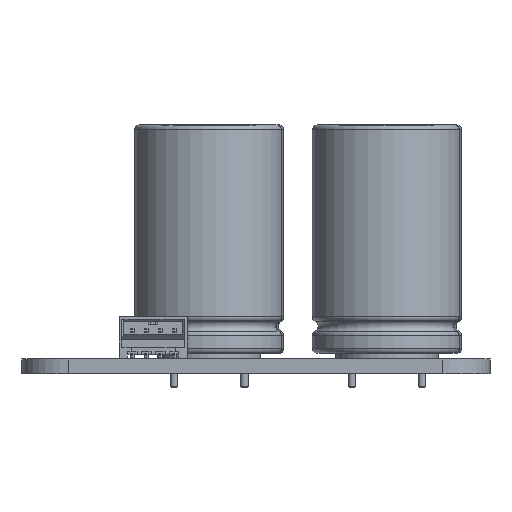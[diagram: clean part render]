
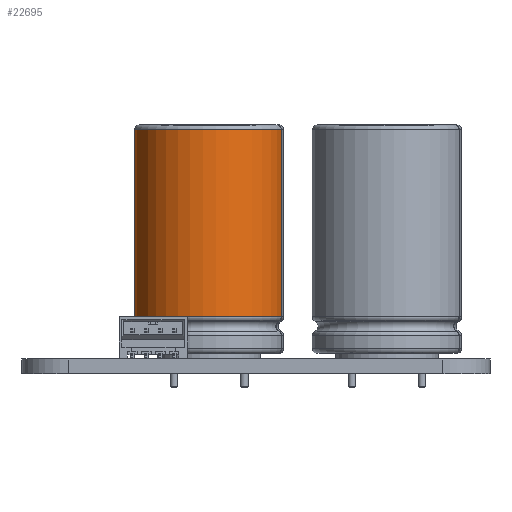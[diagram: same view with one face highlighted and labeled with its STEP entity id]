
A CAD part, left-side view. The second image highlights one B-rep face of the part: STEP entity #22695.
In plain terms, the highlighted cylindrical face has radius 8 mm (diameter 16 mm), a partial arc.
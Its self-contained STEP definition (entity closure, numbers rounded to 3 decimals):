
#22665 = EDGE_CURVE('',#22666,#22668,#22670,.T.);
#22666 = VERTEX_POINT('',#22667);
#22667 = CARTESIAN_POINT('',(19.851,22.273,24.5));
#22668 = VERTEX_POINT('',#22669);
#22669 = CARTESIAN_POINT('',(15.709,22.273,24.5));
#22670 = CIRCLE('',#22671,8.);
#22671 = AXIS2_PLACEMENT_3D('',#22672,#22673,#22674);
#22672 = CARTESIAN_POINT('',(17.78,30.,24.5));
#22673 = DIRECTION('',(0.,0.,1.));
#22674 = DIRECTION('',(0.259,-0.966,0.));
#22695 = ADVANCED_FACE('',(#22696),#22722,.T.);
#22696 = FACE_BOUND('',#22697,.T.);
#22697 = EDGE_LOOP('',(#22698,#22706,#22715,#22721));
#22698 = ORIENTED_EDGE('',*,*,#22699,.T.);
#22699 = EDGE_CURVE('',#22666,#22700,#22702,.T.);
#22700 = VERTEX_POINT('',#22701);
#22701 = CARTESIAN_POINT('',(19.851,22.273,4.5));
#22702 = LINE('',#22703,#22704);
#22703 = CARTESIAN_POINT('',(19.851,22.273,24.5));
#22704 = VECTOR('',#22705,1.);
#22705 = DIRECTION('',(0.,0.,-1.));
#22706 = ORIENTED_EDGE('',*,*,#22707,.T.);
#22707 = EDGE_CURVE('',#22700,#22708,#22710,.T.);
#22708 = VERTEX_POINT('',#22709);
#22709 = CARTESIAN_POINT('',(15.709,22.273,4.5));
#22710 = CIRCLE('',#22711,8.);
#22711 = AXIS2_PLACEMENT_3D('',#22712,#22713,#22714);
#22712 = CARTESIAN_POINT('',(17.78,30.,4.5));
#22713 = DIRECTION('',(0.,0.,1.));
#22714 = DIRECTION('',(0.259,-0.966,0.));
#22715 = ORIENTED_EDGE('',*,*,#22716,.F.);
#22716 = EDGE_CURVE('',#22668,#22708,#22717,.T.);
#22717 = LINE('',#22718,#22719);
#22718 = CARTESIAN_POINT('',(15.709,22.273,24.5));
#22719 = VECTOR('',#22720,1.);
#22720 = DIRECTION('',(0.,0.,-1.));
#22721 = ORIENTED_EDGE('',*,*,#22665,.F.);
#22722 = CYLINDRICAL_SURFACE('',#22723,8.);
#22723 = AXIS2_PLACEMENT_3D('',#22724,#22725,#22726);
#22724 = CARTESIAN_POINT('',(17.78,30.,24.5));
#22725 = DIRECTION('',(0.,0.,-1.));
#22726 = DIRECTION('',(0.259,-0.966,0.));
